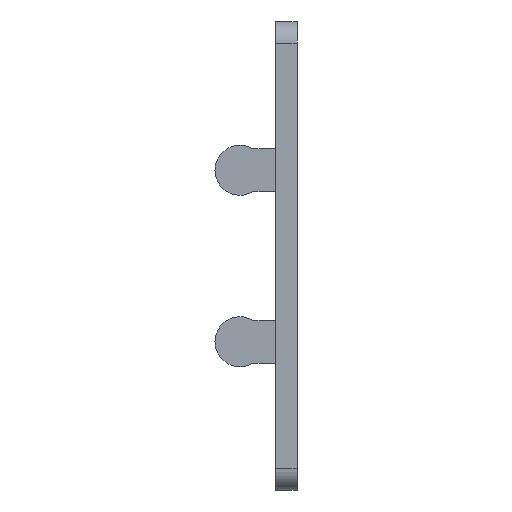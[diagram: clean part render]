
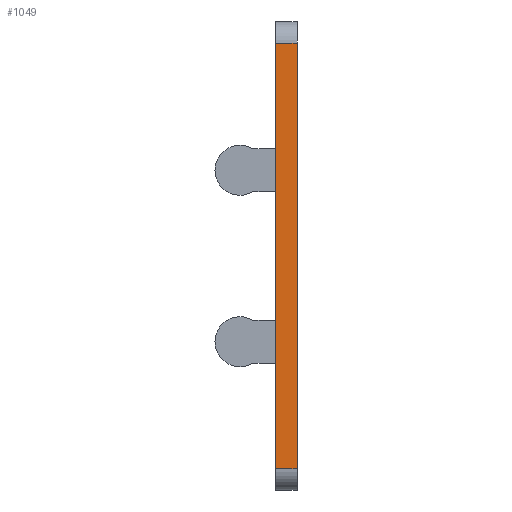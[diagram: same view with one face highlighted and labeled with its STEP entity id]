
A CAD part, left-side view. The second image highlights one B-rep face of the part: STEP entity #1049.
In plain terms, the highlighted planar face has unit normal (-1, 0, 0).
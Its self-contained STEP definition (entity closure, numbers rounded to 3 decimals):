
#8 = PLANE ( 'NONE',  #1077 ) ;
#29 = FACE_OUTER_BOUND ( 'NONE', #1305, .T. ) ;
#36 = VERTEX_POINT ( 'NONE', #2760 ) ;
#83 = LINE ( 'NONE', #1784, #2628 ) ;
#210 = CARTESIAN_POINT ( 'NONE',  ( -32.75, 3., -29.75 ) ) ;
#275 = CARTESIAN_POINT ( 'NONE',  ( -32.75, 3., -29.75 ) ) ;
#363 = VERTEX_POINT ( 'NONE', #2270 ) ;
#675 = VECTOR ( 'NONE', #2106, 1000. ) ;
#728 = VECTOR ( 'NONE', #2795, 1000. ) ;
#808 = EDGE_CURVE ( 'NONE', #36, #363, #1092, .T. ) ;
#845 = ORIENTED_EDGE ( 'NONE', *, *, #3056, .T. ) ;
#993 = VERTEX_POINT ( 'NONE', #1615 ) ;
#1023 = VECTOR ( 'NONE', #3006, 1000. ) ;
#1049 = ADVANCED_FACE ( 'NONE', ( #29 ), #8, .F. ) ;
#1077 = AXIS2_PLACEMENT_3D ( 'NONE', #2201, #2181, #1725 ) ;
#1092 = LINE ( 'NONE', #2047, #1023 ) ;
#1115 = VERTEX_POINT ( 'NONE', #275 ) ;
#1305 = EDGE_LOOP ( 'NONE', ( #845, #2525, #1410, #1977 ) ) ;
#1410 = ORIENTED_EDGE ( 'NONE', *, *, #1654, .F. ) ;
#1615 = CARTESIAN_POINT ( 'NONE',  ( -32.75, 0., -29.75 ) ) ;
#1654 = EDGE_CURVE ( 'NONE', #1115, #36, #83, .T. ) ;
#1725 = DIRECTION ( 'NONE',  ( 0., 0., -1. ) ) ;
#1753 = DIRECTION ( 'NONE',  ( 0., 0., 1. ) ) ;
#1784 = CARTESIAN_POINT ( 'NONE',  ( -32.75, 3., -29.75 ) ) ;
#1827 = CARTESIAN_POINT ( 'NONE',  ( -32.75, 0., -29.75 ) ) ;
#1977 = ORIENTED_EDGE ( 'NONE', *, *, #2182, .T. ) ;
#2047 = CARTESIAN_POINT ( 'NONE',  ( -32.75, 3., 29.75 ) ) ;
#2106 = DIRECTION ( 'NONE',  ( 0., -1., 0. ) ) ;
#2181 = DIRECTION ( 'NONE',  ( 1., 0., 0. ) ) ;
#2182 = EDGE_CURVE ( 'NONE', #1115, #993, #2827, .T. ) ;
#2201 = CARTESIAN_POINT ( 'NONE',  ( -32.75, 3., 29.75 ) ) ;
#2270 = CARTESIAN_POINT ( 'NONE',  ( -32.75, 0., 29.75 ) ) ;
#2525 = ORIENTED_EDGE ( 'NONE', *, *, #808, .F. ) ;
#2628 = VECTOR ( 'NONE', #1753, 1000. ) ;
#2760 = CARTESIAN_POINT ( 'NONE',  ( -32.75, 3., 29.75 ) ) ;
#2795 = DIRECTION ( 'NONE',  ( 0., 0., 1. ) ) ;
#2827 = LINE ( 'NONE', #210, #675 ) ;
#3006 = DIRECTION ( 'NONE',  ( 0., -1., 0. ) ) ;
#3024 = LINE ( 'NONE', #1827, #728 ) ;
#3056 = EDGE_CURVE ( 'NONE', #993, #363, #3024, .T. ) ;
